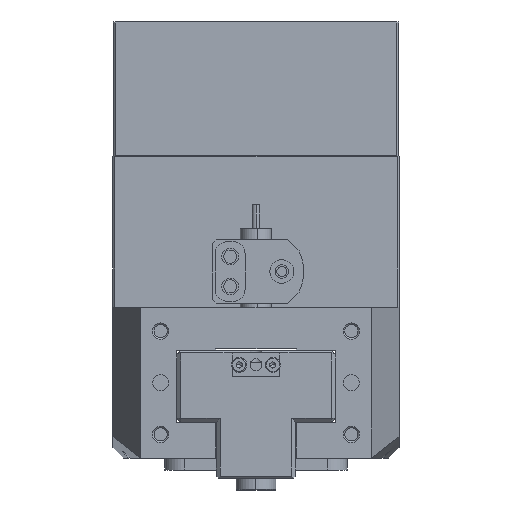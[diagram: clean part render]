
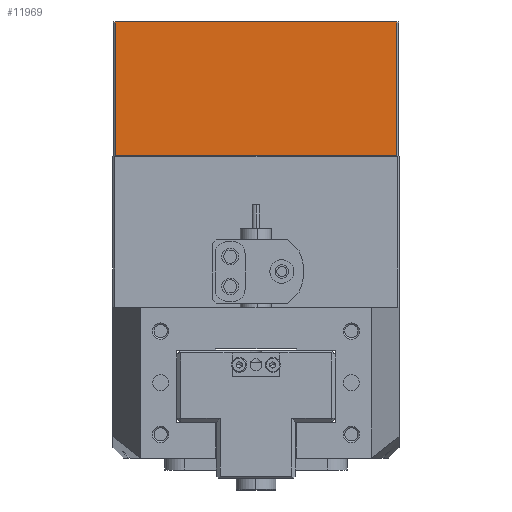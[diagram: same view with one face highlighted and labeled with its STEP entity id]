
A CAD part, left-side view. The second image highlights one B-rep face of the part: STEP entity #11969.
In plain terms, the highlighted planar face has unit normal (-1, 0, 0).
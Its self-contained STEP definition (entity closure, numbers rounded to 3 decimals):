
#1093 = VERTEX_POINT ( 'NONE', #19208 ) ;
#2061 = VECTOR ( 'NONE', #32374, 1000. ) ;
#5503 = EDGE_CURVE ( 'NONE', #1093, #6108, #27169, .T. ) ;
#5585 = CARTESIAN_POINT ( 'NONE',  ( -68.858, -22.473, 198.248 ) ) ;
#6108 = VERTEX_POINT ( 'NONE', #5585 ) ;
#6158 = CARTESIAN_POINT ( 'NONE',  ( -68.858, 48.327, 231.948 ) ) ;
#7405 = DIRECTION ( 'NONE',  ( 0., -1., 0. ) ) ;
#7722 = DIRECTION ( 'NONE',  ( 0., -1., 0. ) ) ;
#8716 = VECTOR ( 'NONE', #7405, 1000. ) ;
#10610 = CARTESIAN_POINT ( 'NONE',  ( -68.858, 48.827, 231.948 ) ) ;
#11294 = LINE ( 'NONE', #10610, #2061 ) ;
#11969 = ADVANCED_FACE ( 'NONE', ( #31511 ), #14074, .F. ) ;
#14074 = PLANE ( 'NONE',  #22325 ) ;
#14129 = CARTESIAN_POINT ( 'NONE',  ( -68.858, -22.473, 231.948 ) ) ;
#16684 = CARTESIAN_POINT ( 'NONE',  ( -68.858, 48.827, 231.948 ) ) ;
#17004 = DIRECTION ( 'NONE',  ( 0., 0., 1. ) ) ;
#17931 = VECTOR ( 'NONE', #17004, 1000. ) ;
#19208 = CARTESIAN_POINT ( 'NONE',  ( -68.858, 48.327, 198.248 ) ) ;
#22325 = AXIS2_PLACEMENT_3D ( 'NONE', #16684, #32445, #7722 ) ;
#22756 = CARTESIAN_POINT ( 'NONE',  ( -68.858, 48.827, 198.248 ) ) ;
#23330 = CARTESIAN_POINT ( 'NONE',  ( -68.858, -22.473, 231.948 ) ) ;
#23373 = VERTEX_POINT ( 'NONE', #23330 ) ;
#24502 = DIRECTION ( 'NONE',  ( 0., 0., -1. ) ) ;
#27169 = LINE ( 'NONE', #22756, #8716 ) ;
#27235 = EDGE_CURVE ( 'NONE', #34487, #1093, #32112, .T. ) ;
#28637 = EDGE_CURVE ( 'NONE', #6108, #23373, #31549, .T. ) ;
#29360 = ORIENTED_EDGE ( 'NONE', *, *, #27235, .T. ) ;
#31511 = FACE_OUTER_BOUND ( 'NONE', #36450, .T. ) ;
#31549 = LINE ( 'NONE', #14129, #17931 ) ;
#32112 = LINE ( 'NONE', #6158, #33586 ) ;
#32374 = DIRECTION ( 'NONE',  ( 0., -1., 0. ) ) ;
#32445 = DIRECTION ( 'NONE',  ( 1., 0., 0. ) ) ;
#32547 = ORIENTED_EDGE ( 'NONE', *, *, #38867, .F. ) ;
#33520 = ORIENTED_EDGE ( 'NONE', *, *, #28637, .T. ) ;
#33586 = VECTOR ( 'NONE', #24502, 1000. ) ;
#34487 = VERTEX_POINT ( 'NONE', #34954 ) ;
#34954 = CARTESIAN_POINT ( 'NONE',  ( -68.858, 48.327, 231.948 ) ) ;
#36450 = EDGE_LOOP ( 'NONE', ( #38141, #33520, #32547, #29360 ) ) ;
#38141 = ORIENTED_EDGE ( 'NONE', *, *, #5503, .T. ) ;
#38867 = EDGE_CURVE ( 'NONE', #34487, #23373, #11294, .T. ) ;
